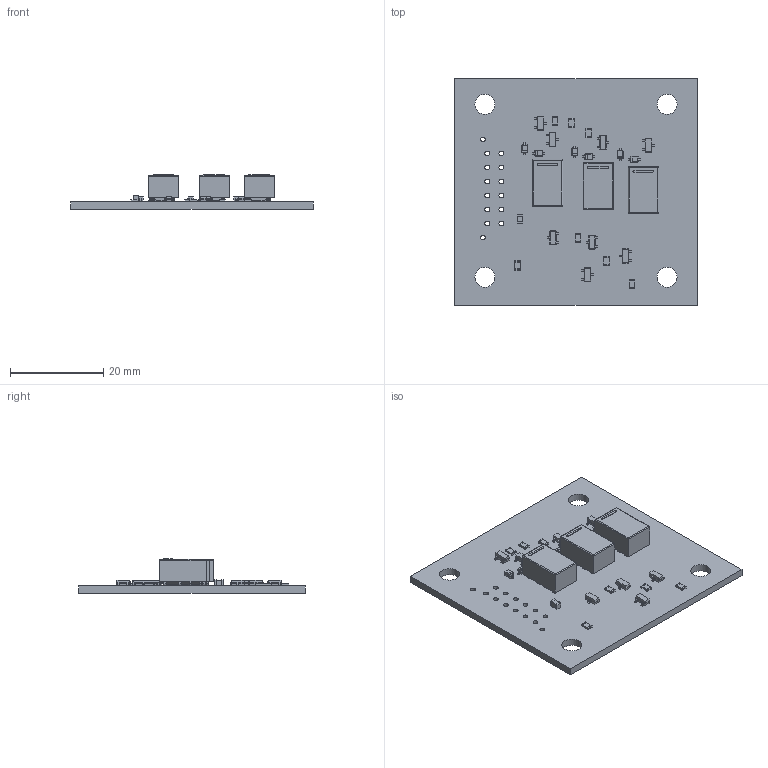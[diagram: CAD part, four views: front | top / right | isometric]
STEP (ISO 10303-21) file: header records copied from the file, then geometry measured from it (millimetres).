
FILE_DESCRIPTION(('KiCad electronic assembly'),'2;1');
FILE_NAME('updated_relay_draft.step','2024-09-30T17:26:11',('Pcbnew'),( 'Kicad'),'Open CASCADE STEP processor 7.7','KiCad to STEP converter' ,'Unknown');
FILE_SCHEMA(('AUTOMOTIVE_DESIGN { 1 0 10303 214 1 1 1 1 }'));
Length unit declared in the file: millimetre
Products named in the file (12): updated_relay_draft 1; SOT-23; SOT_23; R_0805_2012Metric; C_0805_2012Metric; Relay_DPDT_AXICOM_IMSeries_JLeg; D_SOD-323; D_SOD_323; updated_relay_draft_PCB
Assembly tree (31 placements, depth 3):
  updated_relay_draft 1
    SOT-23  x8
      SOT_23
    R_0805_2012Metric  x7
      R_0805_2012Metric
    C_0805_2012Metric
      C_0805_2012Metric
    Relay_DPDT_AXICOM_IMSeries_JLeg  x3
      Relay_DPDT_AXICOM_IMSeries_JLeg
    D_SOD-323  x6
      D_SOD_323
    updated_relay_draft_PCB
Bounding box: 52 x 48.5 x 7.45 mm (x, y, z)
Volume: 4962.8 mm3; surface area: 6612.8 mm2
Topology: 26 solids, 26 shells, 1520 faces, 3698 edges, 2268 vertices
Faces by surface type: plane 852, bspline 372, cylinder 296
Full cylindrical faces by diameter (mm): 1.02 x14, 4.3 x4
Entity records: 11551 total; most frequent: CARTESIAN_POINT 1836, ORIENTED_EDGE 1556, DIRECTION 1454, EDGE_CURVE 778, LINE 558, VECTOR 558, VERTEX_POINT 490, AXIS2_PLACEMENT_3D 448
